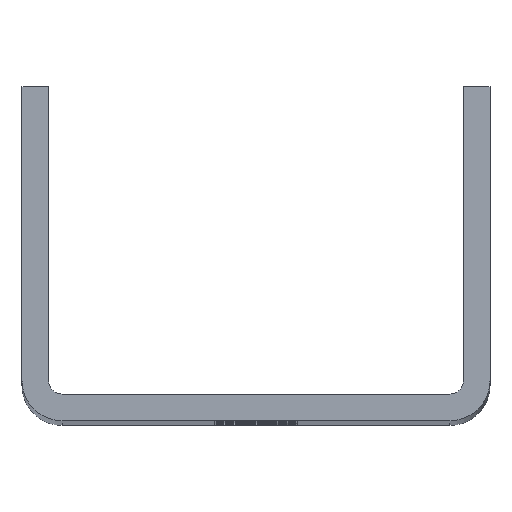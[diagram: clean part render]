
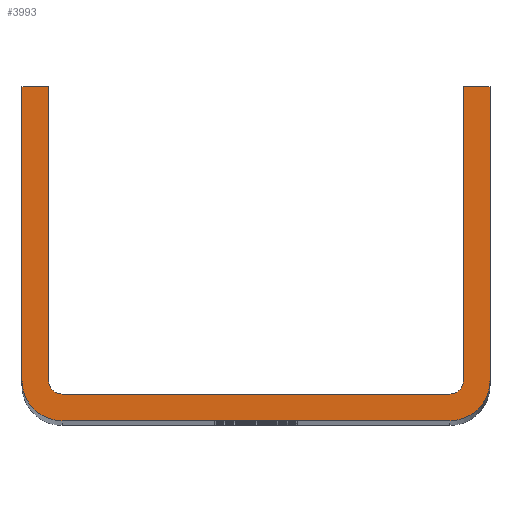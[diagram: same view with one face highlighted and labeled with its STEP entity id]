
A CAD part, top view. The second image highlights one B-rep face of the part: STEP entity #3993.
In plain terms, the highlighted planar face has unit normal (0, 0, 1).
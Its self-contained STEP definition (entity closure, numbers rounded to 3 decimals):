
#12 = VERTEX_POINT ( 'NONE', #290 ) ;
#50 = CARTESIAN_POINT ( 'NONE',  ( -29., 6., 400. ) ) ;
#60 = AXIS2_PLACEMENT_3D ( 'NONE', #1040, #2478, #3199 ) ;
#64 = VERTEX_POINT ( 'NONE', #337 ) ;
#106 = CARTESIAN_POINT ( 'NONE',  ( 31., 50., 400. ) ) ;
#114 = CARTESIAN_POINT ( 'NONE',  ( 35., 6., 400. ) ) ;
#216 = VECTOR ( 'NONE', #3805, 1000. ) ;
#237 = VERTEX_POINT ( 'NONE', #106 ) ;
#290 = CARTESIAN_POINT ( 'NONE',  ( -29., 0., 400. ) ) ;
#337 = CARTESIAN_POINT ( 'NONE',  ( 29., 4., 400. ) ) ;
#348 = ORIENTED_EDGE ( 'NONE', *, *, #4242, .F. ) ;
#402 = EDGE_CURVE ( 'NONE', #2244, #3684, #1734, .T. ) ;
#599 = DIRECTION ( 'NONE',  ( 0., 1., 0. ) ) ;
#612 = DIRECTION ( 'NONE',  ( 1., 0., 0. ) ) ;
#628 = VECTOR ( 'NONE', #3690, 1000. ) ;
#759 = EDGE_CURVE ( 'NONE', #2140, #2540, #1145, .T. ) ;
#792 = CARTESIAN_POINT ( 'NONE',  ( 35., 50., 400. ) ) ;
#854 = CIRCLE ( 'NONE', #3719, 6. ) ;
#905 = CIRCLE ( 'NONE', #60, 2. ) ;
#992 = PLANE ( 'NONE',  #4463 ) ;
#1031 = ORIENTED_EDGE ( 'NONE', *, *, #2972, .F. ) ;
#1040 = CARTESIAN_POINT ( 'NONE',  ( 29., 6., 400. ) ) ;
#1145 = CIRCLE ( 'NONE', #1221, 2. ) ;
#1158 = VERTEX_POINT ( 'NONE', #114 ) ;
#1210 = ORIENTED_EDGE ( 'NONE', *, *, #3960, .T. ) ;
#1221 = AXIS2_PLACEMENT_3D ( 'NONE', #3764, #3744, #2680 ) ;
#1386 = LINE ( 'NONE', #1647, #4383 ) ;
#1414 = ORIENTED_EDGE ( 'NONE', *, *, #2116, .F. ) ;
#1477 = DIRECTION ( 'NONE',  ( 1., 0., 0. ) ) ;
#1519 = LINE ( 'NONE', #2296, #628 ) ;
#1554 = CARTESIAN_POINT ( 'NONE',  ( -31., 50., 400. ) ) ;
#1581 = AXIS2_PLACEMENT_3D ( 'NONE', #3191, #4521, #612 ) ;
#1629 = EDGE_CURVE ( 'NONE', #4066, #2140, #4348, .T. ) ;
#1646 = CARTESIAN_POINT ( 'NONE',  ( -35., 50., 400. ) ) ;
#1647 = CARTESIAN_POINT ( 'NONE',  ( 31., 6., 400. ) ) ;
#1734 = LINE ( 'NONE', #4629, #3749 ) ;
#1739 = CARTESIAN_POINT ( 'NONE',  ( -29., 4., 400. ) ) ;
#1745 = CARTESIAN_POINT ( 'NONE',  ( 31., 50., 400. ) ) ;
#1875 = CARTESIAN_POINT ( 'NONE',  ( 31., 6., 400. ) ) ;
#1882 = VECTOR ( 'NONE', #3541, 1000. ) ;
#1931 = CARTESIAN_POINT ( 'NONE',  ( 35., 6., 400. ) ) ;
#1975 = EDGE_CURVE ( 'NONE', #64, #2912, #905, .T. ) ;
#2052 = CARTESIAN_POINT ( 'NONE',  ( -29., 4., 400. ) ) ;
#2058 = DIRECTION ( 'NONE',  ( 0., 0., 1. ) ) ;
#2081 = DIRECTION ( 'NONE',  ( 1., 0., 0. ) ) ;
#2101 = ORIENTED_EDGE ( 'NONE', *, *, #1629, .F. ) ;
#2116 = EDGE_CURVE ( 'NONE', #237, #4556, #3068, .T. ) ;
#2139 = EDGE_CURVE ( 'NONE', #4137, #1158, #3469, .T. ) ;
#2140 = VERTEX_POINT ( 'NONE', #3827 ) ;
#2182 = DIRECTION ( 'NONE',  ( 0., -1., 0. ) ) ;
#2244 = VERTEX_POINT ( 'NONE', #2828 ) ;
#2269 = ORIENTED_EDGE ( 'NONE', *, *, #1975, .F. ) ;
#2295 = ORIENTED_EDGE ( 'NONE', *, *, #4476, .T. ) ;
#2296 = CARTESIAN_POINT ( 'NONE',  ( -29., 0., 400. ) ) ;
#2357 = LINE ( 'NONE', #1739, #216 ) ;
#2478 = DIRECTION ( 'NONE',  ( 0., 0., 1. ) ) ;
#2485 = DIRECTION ( 'NONE',  ( 0., -1., 0. ) ) ;
#2488 = VECTOR ( 'NONE', #3463, 1000. ) ;
#2513 = EDGE_CURVE ( 'NONE', #1158, #4556, #3733, .T. ) ;
#2517 = DIRECTION ( 'NONE',  ( 0., 0., 1. ) ) ;
#2540 = VERTEX_POINT ( 'NONE', #2052 ) ;
#2548 = CARTESIAN_POINT ( 'NONE',  ( -35., 6., 400. ) ) ;
#2571 = EDGE_CURVE ( 'NONE', #2540, #64, #2357, .T. ) ;
#2659 = ORIENTED_EDGE ( 'NONE', *, *, #402, .T. ) ;
#2680 = DIRECTION ( 'NONE',  ( 1., 0., 0. ) ) ;
#2828 = CARTESIAN_POINT ( 'NONE',  ( -35., 50., 400. ) ) ;
#2863 = VECTOR ( 'NONE', #3380, 1000. ) ;
#2912 = VERTEX_POINT ( 'NONE', #1875 ) ;
#2972 = EDGE_CURVE ( 'NONE', #2244, #4066, #3424, .T. ) ;
#3068 = LINE ( 'NONE', #1745, #1882 ) ;
#3191 = CARTESIAN_POINT ( 'NONE',  ( 29., 6., 400. ) ) ;
#3199 = DIRECTION ( 'NONE',  ( 1., 0., 0. ) ) ;
#3234 = ORIENTED_EDGE ( 'NONE', *, *, #2571, .F. ) ;
#3287 = EDGE_LOOP ( 'NONE', ( #4033, #1414, #348, #2269, #3234, #4552, #2101, #1031, #2659, #1210, #2295, #4279 ) ) ;
#3380 = DIRECTION ( 'NONE',  ( 0., 1., 0. ) ) ;
#3424 = LINE ( 'NONE', #1646, #2488 ) ;
#3463 = DIRECTION ( 'NONE',  ( 1., 0., 0. ) ) ;
#3469 = CIRCLE ( 'NONE', #1581, 6. ) ;
#3541 = DIRECTION ( 'NONE',  ( 1., 0., 0. ) ) ;
#3627 = CARTESIAN_POINT ( 'NONE',  ( -31., 50., 400. ) ) ;
#3684 = VERTEX_POINT ( 'NONE', #2548 ) ;
#3690 = DIRECTION ( 'NONE',  ( 1., 0., 0. ) ) ;
#3719 = AXIS2_PLACEMENT_3D ( 'NONE', #50, #2517, #1477 ) ;
#3733 = LINE ( 'NONE', #1931, #2863 ) ;
#3744 = DIRECTION ( 'NONE',  ( 0., 0., 1. ) ) ;
#3749 = VECTOR ( 'NONE', #2485, 1000. ) ;
#3764 = CARTESIAN_POINT ( 'NONE',  ( -29., 6., 400. ) ) ;
#3805 = DIRECTION ( 'NONE',  ( 1., 0., 0. ) ) ;
#3827 = CARTESIAN_POINT ( 'NONE',  ( -31., 6., 400. ) ) ;
#3960 = EDGE_CURVE ( 'NONE', #3684, #12, #854, .T. ) ;
#3993 = ADVANCED_FACE ( 'NONE', ( #4037 ), #992, .T. ) ;
#4010 = VECTOR ( 'NONE', #2182, 1000. ) ;
#4033 = ORIENTED_EDGE ( 'NONE', *, *, #2513, .T. ) ;
#4037 = FACE_OUTER_BOUND ( 'NONE', #3287, .T. ) ;
#4066 = VERTEX_POINT ( 'NONE', #1554 ) ;
#4137 = VERTEX_POINT ( 'NONE', #4492 ) ;
#4242 = EDGE_CURVE ( 'NONE', #2912, #237, #1386, .T. ) ;
#4279 = ORIENTED_EDGE ( 'NONE', *, *, #2139, .T. ) ;
#4326 = CARTESIAN_POINT ( 'NONE',  ( 29., 6., 400. ) ) ;
#4348 = LINE ( 'NONE', #3627, #4010 ) ;
#4383 = VECTOR ( 'NONE', #599, 1000. ) ;
#4463 = AXIS2_PLACEMENT_3D ( 'NONE', #4326, #2058, #2081 ) ;
#4476 = EDGE_CURVE ( 'NONE', #12, #4137, #1519, .T. ) ;
#4492 = CARTESIAN_POINT ( 'NONE',  ( 29., 0., 400. ) ) ;
#4521 = DIRECTION ( 'NONE',  ( 0., 0., 1. ) ) ;
#4552 = ORIENTED_EDGE ( 'NONE', *, *, #759, .F. ) ;
#4556 = VERTEX_POINT ( 'NONE', #792 ) ;
#4629 = CARTESIAN_POINT ( 'NONE',  ( -35., 50., 400. ) ) ;
